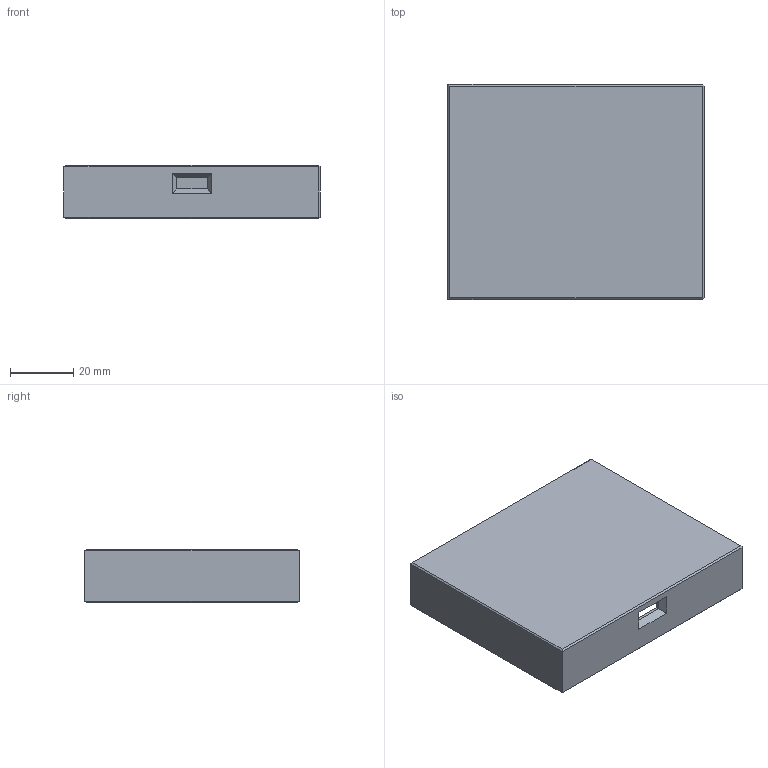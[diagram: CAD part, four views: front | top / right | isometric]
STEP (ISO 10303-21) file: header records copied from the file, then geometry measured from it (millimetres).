
FILE_DESCRIPTION(('FreeCAD Model'),'2;1');
FILE_NAME('Open CASCADE Shape Model','2024-02-24T11:04:17',('FreeCAD'),( 'FreeCAD'),'Open CASCADE STEP processor 7.6','FreeCAD','Unknown');
FILE_SCHEMA(('AUTOMOTIVE_DESIGN { 1 0 10303 214 1 1 1 1 }'));
Length unit declared in the file: millimetre
Products named in the file (1): Open CASCADE STEP translator 7.6 9
Bounding box: 81 x 68 x 16.9 mm (x, y, z)
Volume: 21554.8 mm3; surface area: 20497.1 mm2
Topology: 1 solids, 1 shells, 80 faces, 198 edges, 123 vertices
Faces by surface type: plane 68, cone 6, bspline 3, cylinder 3
Full cylindrical faces by diameter (mm): 7 x1
Entity records: 4939 total; most frequent: CARTESIAN_POINT 968, DIRECTION 707, LINE 516, VECTOR 516, ORIENTED_EDGE 396, PCURVE 396, DEFINITIONAL_REPRESENTATION 396, EDGE_CURVE 198
